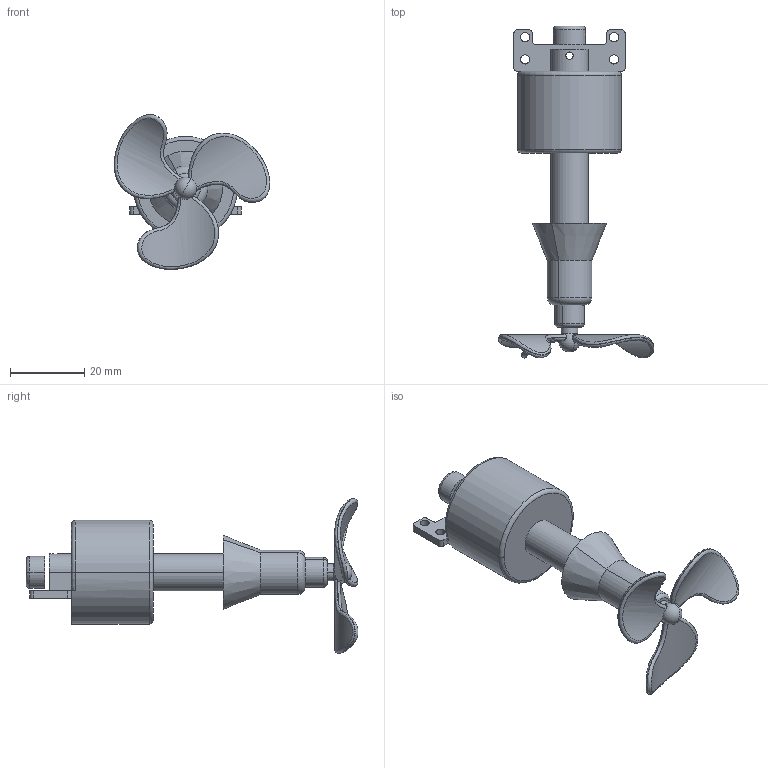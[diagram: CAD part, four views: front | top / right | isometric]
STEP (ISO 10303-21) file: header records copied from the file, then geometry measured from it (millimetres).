
FILE_DESCRIPTION(('CATIA V5 STEP Exchange'),'2;1');
FILE_NAME('Thruster_L.stp','2021-08-20T05:23:26+00:00',('none'),('none'),'CATIA Version 5 Release 21 GA (IN-10)','CATIA V5 STEP AP203','none');
FILE_SCHEMA(('CONFIG_CONTROL_DESIGN'));
Length unit declared in the file: millimetre
Products named in the file (1): Product1
Assembly tree (2 placements, depth 2):
  Product1
    #58
    #5274
Bounding box: 41.97 x 89.51 x 41.76 mm (x, y, z)
Volume: 21342.1 mm3; surface area: 8157.6 mm2
Topology: 3 solids, 3 shells, 91 faces, 233 edges, 148 vertices
Faces by surface type: cylinder 39, plane 26, torus 11, bspline 6, sphere 4, extrusion 3, cone 2
Entity records: 7071 total; most frequent: CARTESIAN_POINT 5009, ORIENTED_EDGE 458, DIRECTION 303, EDGE_CURVE 229, AXIS2_PLACEMENT_3D 161, VERTEX_POINT 148, EDGE_LOOP 105, CIRCLE 99
